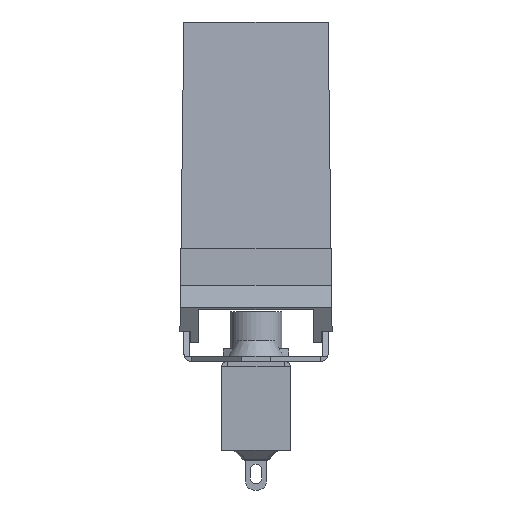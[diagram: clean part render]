
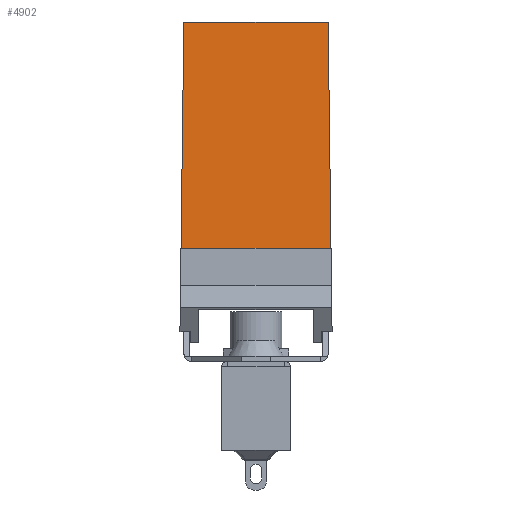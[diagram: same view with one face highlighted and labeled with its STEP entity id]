
A CAD part, left-side view. The second image highlights one B-rep face of the part: STEP entity #4902.
In plain terms, the highlighted planar face has unit normal (-0.999, 0, 0.053).
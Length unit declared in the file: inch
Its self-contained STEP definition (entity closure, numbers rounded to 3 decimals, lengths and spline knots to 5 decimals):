
#334=FACE_OUTER_BOUND('',#635,.T.);
#635=EDGE_LOOP('',(#3359,#3360,#3361,#3362));
#995=LINE('',#7297,#1553);
#998=LINE('',#7304,#1556);
#999=LINE('',#7305,#1557);
#1000=LINE('',#7306,#1558);
#1553=VECTOR('',#5803,0.3937);
#1556=VECTOR('',#5808,0.3937);
#1557=VECTOR('',#5809,0.3937);
#1558=VECTOR('',#5810,0.3937);
#2100=VERTEX_POINT('',#7294);
#2101=VERTEX_POINT('',#7296);
#2103=VERTEX_POINT('',#7302);
#2104=VERTEX_POINT('',#7303);
#2571=EDGE_CURVE('',#2101,#2100,#995,.T.);
#2574=EDGE_CURVE('',#2103,#2104,#998,.F.);
#2575=EDGE_CURVE('',#2104,#2101,#999,.T.);
#2576=EDGE_CURVE('',#2103,#2100,#1000,.T.);
#3359=ORIENTED_EDGE('',*,*,#2574,.T.);
#3360=ORIENTED_EDGE('',*,*,#2575,.T.);
#3361=ORIENTED_EDGE('',*,*,#2571,.T.);
#3362=ORIENTED_EDGE('',*,*,#2576,.F.);
#4685=PLANE('',#5238);
#4902=ADVANCED_FACE('',(#334),#4685,.T.);
#5238=AXIS2_PLACEMENT_3D('',#7301,#5806,#5807);
#5803=DIRECTION('',(0.053,0.013,0.999));
#5806=DIRECTION('center_axis',(-0.999,0.,
0.053));
#5807=DIRECTION('ref_axis',(0.,-1.,0.));
#5808=DIRECTION('',(0.053,-0.013,0.999));
#5809=DIRECTION('',(0.,-1.,0.));
#5810=DIRECTION('',(0.,-1.,0.));
#7294=CARTESIAN_POINT('',(-0.0439,-0.28327,1.6815));
#7296=CARTESIAN_POINT('',(-0.09094,-0.29449,0.79331));
#7297=CARTESIAN_POINT('',(-0.06427,-0.28813,1.29689));
#7301=CARTESIAN_POINT('Origin',(-0.0439,0.,
1.6815));
#7302=CARTESIAN_POINT('',(-0.0439,0.28327,1.6815));
#7303=CARTESIAN_POINT('',(-0.09094,0.29449,0.79331));
#7304=CARTESIAN_POINT('',(-0.06427,0.28813,1.29689));
#7305=CARTESIAN_POINT('',(-0.09094,0.,0.79331));
#7306=CARTESIAN_POINT('',(-0.0439,0.,1.6815));
